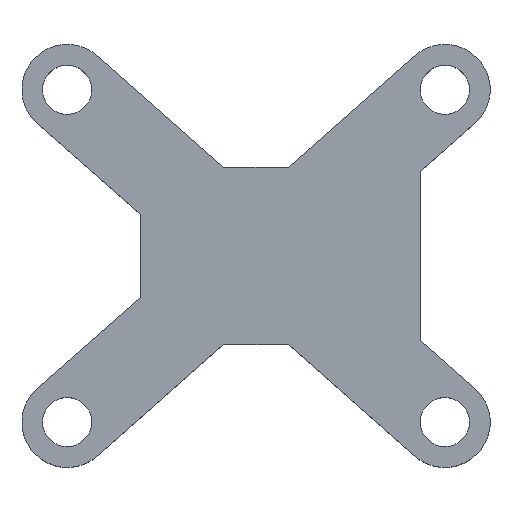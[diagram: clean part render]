
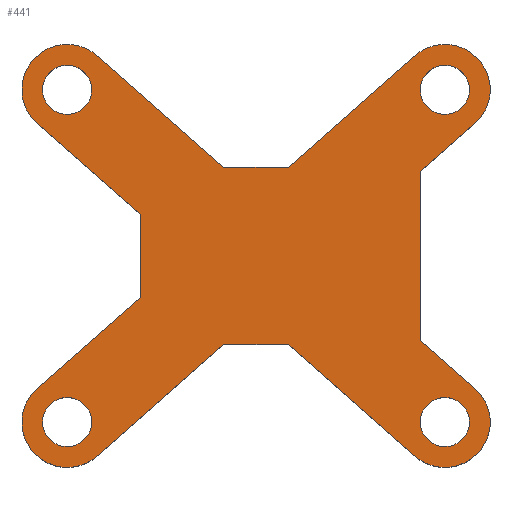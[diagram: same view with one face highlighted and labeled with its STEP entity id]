
A CAD part, top view. The second image highlights one B-rep face of the part: STEP entity #441.
In plain terms, the highlighted planar face has unit normal (0, 0, 1).
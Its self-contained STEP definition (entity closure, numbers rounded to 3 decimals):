
#15=FACE_BOUND('',#90,.T.);
#16=FACE_BOUND('',#91,.T.);
#17=FACE_BOUND('',#92,.T.);
#18=FACE_BOUND('',#93,.T.);
#23=CIRCLE('',#465,3.25);
#25=CIRCLE('',#468,3.25);
#27=CIRCLE('',#471,3.25);
#29=CIRCLE('',#474,3.25);
#32=CIRCLE('',#479,6.);
#34=CIRCLE('',#484,6.);
#36=CIRCLE('',#488,6.);
#38=CIRCLE('',#492,6.);
#67=FACE_OUTER_BOUND('',#89,.T.);
#89=EDGE_LOOP('',(#367,#368,#369,#370,#371,#372,#373,#374,#375,#376,#377,
#378,#379,#380,#381,#382));
#90=EDGE_LOOP('',(#383));
#91=EDGE_LOOP('',(#384));
#92=EDGE_LOOP('',(#385));
#93=EDGE_LOOP('',(#386));
#101=LINE('',#625,#145);
#105=LINE('',#632,#149);
#108=LINE('',#640,#152);
#112=LINE('',#647,#156);
#115=LINE('',#655,#159);
#119=LINE('',#664,#163);
#123=LINE('',#671,#167);
#128=LINE('',#698,#172);
#133=LINE('',#710,#177);
#134=LINE('',#713,#178);
#137=LINE('',#722,#181);
#140=LINE('',#731,#184);
#145=VECTOR('',#501,10.);
#149=VECTOR('',#507,10.);
#152=VECTOR('',#512,10.);
#156=VECTOR('',#518,10.);
#159=VECTOR('',#523,10.);
#163=VECTOR('',#529,10.);
#167=VECTOR('',#535,10.);
#172=VECTOR('',#566,10.);
#177=VECTOR('',#579,10.);
#178=VECTOR('',#582,10.);
#181=VECTOR('',#593,10.);
#184=VECTOR('',#604,10.);
#189=VERTEX_POINT('',#622);
#190=VERTEX_POINT('',#624);
#192=VERTEX_POINT('',#630);
#195=VERTEX_POINT('',#637);
#196=VERTEX_POINT('',#639);
#198=VERTEX_POINT('',#645);
#201=VERTEX_POINT('',#652);
#202=VERTEX_POINT('',#654);
#205=VERTEX_POINT('',#661);
#206=VERTEX_POINT('',#663);
#208=VERTEX_POINT('',#669);
#209=VERTEX_POINT('',#673);
#211=VERTEX_POINT('',#679);
#213=VERTEX_POINT('',#685);
#215=VERTEX_POINT('',#691);
#217=VERTEX_POINT('',#697);
#220=VERTEX_POINT('',#705);
#221=VERTEX_POINT('',#712);
#223=VERTEX_POINT('',#721);
#225=VERTEX_POINT('',#730);
#229=EDGE_CURVE('',#190,#189,#101,.T.);
#233=EDGE_CURVE('',#189,#192,#105,.T.);
#236=EDGE_CURVE('',#196,#195,#108,.T.);
#240=EDGE_CURVE('',#195,#198,#112,.T.);
#243=EDGE_CURVE('',#202,#201,#115,.T.);
#247=EDGE_CURVE('',#206,#205,#119,.T.);
#251=EDGE_CURVE('',#205,#208,#123,.T.);
#252=EDGE_CURVE('',#209,#209,#23,.T.);
#255=EDGE_CURVE('',#211,#211,#25,.T.);
#258=EDGE_CURVE('',#213,#213,#27,.T.);
#261=EDGE_CURVE('',#215,#215,#29,.T.);
#264=EDGE_CURVE('',#217,#206,#128,.T.);
#268=EDGE_CURVE('',#220,#217,#32,.T.);
#271=EDGE_CURVE('',#201,#220,#133,.T.);
#272=EDGE_CURVE('',#221,#202,#134,.T.);
#276=EDGE_CURVE('',#198,#221,#34,.T.);
#277=EDGE_CURVE('',#223,#196,#137,.T.);
#281=EDGE_CURVE('',#192,#223,#36,.T.);
#282=EDGE_CURVE('',#225,#190,#140,.T.);
#286=EDGE_CURVE('',#208,#225,#38,.T.);
#367=ORIENTED_EDGE('',*,*,#251,.T.);
#368=ORIENTED_EDGE('',*,*,#286,.T.);
#369=ORIENTED_EDGE('',*,*,#282,.T.);
#370=ORIENTED_EDGE('',*,*,#229,.T.);
#371=ORIENTED_EDGE('',*,*,#233,.T.);
#372=ORIENTED_EDGE('',*,*,#281,.T.);
#373=ORIENTED_EDGE('',*,*,#277,.T.);
#374=ORIENTED_EDGE('',*,*,#236,.T.);
#375=ORIENTED_EDGE('',*,*,#240,.T.);
#376=ORIENTED_EDGE('',*,*,#276,.T.);
#377=ORIENTED_EDGE('',*,*,#272,.T.);
#378=ORIENTED_EDGE('',*,*,#243,.T.);
#379=ORIENTED_EDGE('',*,*,#271,.T.);
#380=ORIENTED_EDGE('',*,*,#268,.T.);
#381=ORIENTED_EDGE('',*,*,#264,.T.);
#382=ORIENTED_EDGE('',*,*,#247,.T.);
#383=ORIENTED_EDGE('',*,*,#261,.T.);
#384=ORIENTED_EDGE('',*,*,#258,.T.);
#385=ORIENTED_EDGE('',*,*,#255,.T.);
#386=ORIENTED_EDGE('',*,*,#252,.T.);
#419=PLANE('',#493);
#441=ADVANCED_FACE('',(#67,#15,#16,#17,#18),#419,.T.);
#465=AXIS2_PLACEMENT_3D('',#674,#538,#539);
#468=AXIS2_PLACEMENT_3D('',#680,#545,#546);
#471=AXIS2_PLACEMENT_3D('',#686,#552,#553);
#474=AXIS2_PLACEMENT_3D('',#692,#559,#560);
#479=AXIS2_PLACEMENT_3D('',#706,#573,#574);
#484=AXIS2_PLACEMENT_3D('',#719,#589,#590);
#488=AXIS2_PLACEMENT_3D('',#728,#600,#601);
#492=AXIS2_PLACEMENT_3D('',#737,#611,#612);
#493=AXIS2_PLACEMENT_3D('',#738,#613,#614);
#501=DIRECTION('',(0.,-1.,0.));
#507=DIRECTION('',(-0.751,-0.661,0.));
#512=DIRECTION('',(1.,0.,0.));
#518=DIRECTION('',(0.751,-0.661,0.));
#523=DIRECTION('',(0.,1.,0.));
#529=DIRECTION('',(-1.,0.,0.));
#535=DIRECTION('',(-0.751,0.661,0.));
#538=DIRECTION('center_axis',(0.,0.,-1.));
#539=DIRECTION('ref_axis',(1.,0.,0.));
#545=DIRECTION('center_axis',(0.,0.,-1.));
#546=DIRECTION('ref_axis',(1.,0.,0.));
#552=DIRECTION('center_axis',(0.,0.,-1.));
#553=DIRECTION('ref_axis',(1.,0.,0.));
#559=DIRECTION('center_axis',(0.,0.,-1.));
#560=DIRECTION('ref_axis',(1.,0.,0.));
#566=DIRECTION('',(-0.751,-0.661,0.));
#573=DIRECTION('center_axis',(0.,0.,1.));
#574=DIRECTION('ref_axis',(1.,0.,0.));
#579=DIRECTION('',(0.751,0.661,0.));
#582=DIRECTION('',(-0.751,0.661,0.));
#589=DIRECTION('center_axis',(0.,0.,1.));
#590=DIRECTION('ref_axis',(1.,0.,0.));
#593=DIRECTION('',(0.751,0.661,0.));
#600=DIRECTION('center_axis',(0.,0.,1.));
#601=DIRECTION('ref_axis',(1.,0.,0.));
#604=DIRECTION('',(0.751,-0.661,0.));
#611=DIRECTION('center_axis',(0.,0.,1.));
#612=DIRECTION('ref_axis',(1.,0.,0.));
#613=DIRECTION('center_axis',(0.,0.,1.));
#614=DIRECTION('ref_axis',(1.,0.,0.));
#622=CARTESIAN_POINT('',(-40.307,12.506,10.));
#624=CARTESIAN_POINT('',(-40.307,23.494,10.));
#625=CARTESIAN_POINT('',(-40.307,12.506,10.));
#630=CARTESIAN_POINT('',(-54.243,0.243,10.));
#632=CARTESIAN_POINT('',(-54.243,0.243,10.));
#637=CARTESIAN_POINT('',(-20.757,6.29,10.));
#639=CARTESIAN_POINT('',(-29.243,6.29,10.));
#640=CARTESIAN_POINT('',(-20.757,6.29,10.));
#645=CARTESIAN_POINT('',(-4.243,-8.243,10.));
#647=CARTESIAN_POINT('',(-4.243,-8.243,10.));
#652=CARTESIAN_POINT('',(-3.217,29.193,10.));
#654=CARTESIAN_POINT('',(-3.217,6.807,10.));
#655=CARTESIAN_POINT('',(-3.217,6.807,10.));
#661=CARTESIAN_POINT('',(-29.243,29.71,10.));
#663=CARTESIAN_POINT('',(-20.757,29.71,10.));
#664=CARTESIAN_POINT('',(-20.757,29.71,10.));
#669=CARTESIAN_POINT('',(-45.757,44.243,10.));
#671=CARTESIAN_POINT('',(4.243,0.243,10.));
#673=CARTESIAN_POINT('',(-3.25,-4.,10.));
#674=CARTESIAN_POINT('Origin',(0.,-4.,10.));
#679=CARTESIAN_POINT('',(-53.25,40.,10.));
#680=CARTESIAN_POINT('Origin',(-50.,40.,10.));
#685=CARTESIAN_POINT('',(-53.25,-4.,10.));
#686=CARTESIAN_POINT('Origin',(-50.,-4.,10.));
#691=CARTESIAN_POINT('',(-3.25,40.,10.));
#692=CARTESIAN_POINT('Origin',(0.,40.,10.));
#697=CARTESIAN_POINT('',(-4.243,44.243,10.));
#698=CARTESIAN_POINT('',(-54.243,0.243,10.));
#705=CARTESIAN_POINT('',(4.243,35.757,10.));
#706=CARTESIAN_POINT('Origin',(0.,40.,10.));
#710=CARTESIAN_POINT('',(4.243,35.757,10.));
#712=CARTESIAN_POINT('',(4.243,0.243,10.));
#713=CARTESIAN_POINT('',(4.243,0.243,10.));
#719=CARTESIAN_POINT('Origin',(0.,-4.,10.));
#721=CARTESIAN_POINT('',(-45.757,-8.243,10.));
#722=CARTESIAN_POINT('',(4.243,35.757,10.));
#728=CARTESIAN_POINT('Origin',(-50.,-4.,10.));
#730=CARTESIAN_POINT('',(-54.243,35.757,10.));
#731=CARTESIAN_POINT('',(-4.243,-8.243,10.));
#737=CARTESIAN_POINT('Origin',(-50.,40.,10.));
#738=CARTESIAN_POINT('Origin',(-25.,18.,10.));
